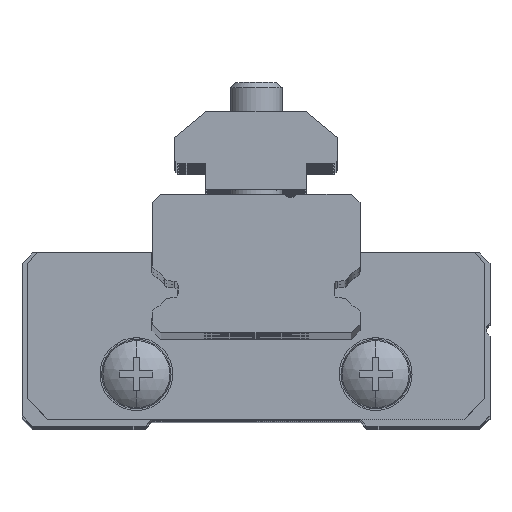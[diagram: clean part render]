
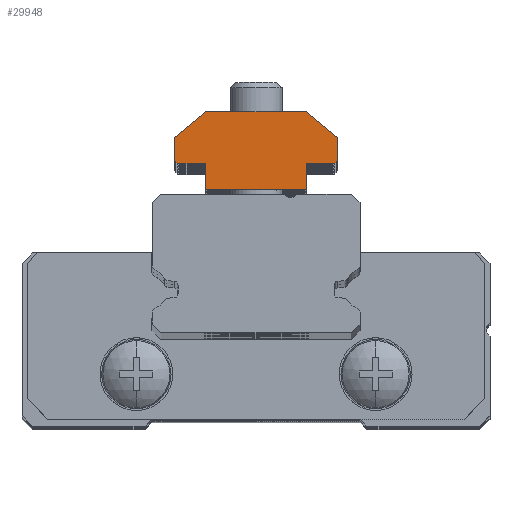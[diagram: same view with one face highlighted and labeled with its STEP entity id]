
A CAD part, top view. The second image highlights one B-rep face of the part: STEP entity #29948.
In plain terms, the highlighted face is planar.
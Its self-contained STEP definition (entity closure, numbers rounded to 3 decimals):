
#29784 = VERTEX_POINT('',#29785);
#29785 = CARTESIAN_POINT('',(4.7,0.45,-5.1));
#29791 = EDGE_CURVE('',#29784,#29792,#29794,.T.);
#29792 = VERTEX_POINT('',#29793);
#29793 = CARTESIAN_POINT('',(4.4,0.75,-5.1));
#29794 = CIRCLE('',#29795,0.3);
#29795 = AXIS2_PLACEMENT_3D('',#29796,#29797,#29798);
#29796 = CARTESIAN_POINT('',(4.4,0.45,-5.1));
#29797 = DIRECTION('',(0.,-0.,1.));
#29798 = DIRECTION('',(0.707,0.707,0.));
#29931 = VERTEX_POINT('',#29932);
#29932 = CARTESIAN_POINT('',(4.7,-0.75,-5.1));
#29938 = EDGE_CURVE('',#29784,#29931,#29939,.T.);
#29939 = LINE('',#29940,#29941);
#29940 = CARTESIAN_POINT('',(4.7,2.25,-5.1));
#29941 = VECTOR('',#29942,1.);
#29942 = DIRECTION('',(0.,-1.,0.));
#29948 = ADVANCED_FACE('',(#29949),#30050,.T.);
#29949 = FACE_BOUND('',#29950,.T.);
#29950 = EDGE_LOOP('',(#29951,#29952,#29953,#29961,#29969,#29977,#29985,
    #29994,#30002,#30010,#30019,#30027,#30036,#30044));
#29951 = ORIENTED_EDGE('',*,*,#29791,.F.);
#29952 = ORIENTED_EDGE('',*,*,#29938,.T.);
#29953 = ORIENTED_EDGE('',*,*,#29954,.T.);
#29954 = EDGE_CURVE('',#29931,#29955,#29957,.T.);
#29955 = VERTEX_POINT('',#29956);
#29956 = CARTESIAN_POINT('',(2.9,-2.25,-5.1));
#29957 = LINE('',#29958,#29959);
#29958 = CARTESIAN_POINT('',(2.598,-2.502,-5.1));
#29959 = VECTOR('',#29960,1.);
#29960 = DIRECTION('',(-0.768,-0.64,0.));
#29961 = ORIENTED_EDGE('',*,*,#29962,.T.);
#29962 = EDGE_CURVE('',#29955,#29963,#29965,.T.);
#29963 = VERTEX_POINT('',#29964);
#29964 = CARTESIAN_POINT('',(-2.9,-2.25,-5.1));
#29965 = LINE('',#29966,#29967);
#29966 = CARTESIAN_POINT('',(4.7,-2.25,-5.1));
#29967 = VECTOR('',#29968,1.);
#29968 = DIRECTION('',(-1.,0.,0.));
#29969 = ORIENTED_EDGE('',*,*,#29970,.T.);
#29970 = EDGE_CURVE('',#29963,#29971,#29973,.T.);
#29971 = VERTEX_POINT('',#29972);
#29972 = CARTESIAN_POINT('',(-4.7,-0.75,-5.1));
#29973 = LINE('',#29974,#29975);
#29974 = CARTESIAN_POINT('',(-3.498,-1.752,-5.1));
#29975 = VECTOR('',#29976,1.);
#29976 = DIRECTION('',(-0.768,0.64,0.));
#29977 = ORIENTED_EDGE('',*,*,#29978,.T.);
#29978 = EDGE_CURVE('',#29971,#29979,#29981,.T.);
#29979 = VERTEX_POINT('',#29980);
#29980 = CARTESIAN_POINT('',(-4.7,0.45,-5.1));
#29981 = LINE('',#29982,#29983);
#29982 = CARTESIAN_POINT('',(-4.7,-2.25,-5.1));
#29983 = VECTOR('',#29984,1.);
#29984 = DIRECTION('',(0.,1.,0.));
#29985 = ORIENTED_EDGE('',*,*,#29986,.F.);
#29986 = EDGE_CURVE('',#29987,#29979,#29989,.T.);
#29987 = VERTEX_POINT('',#29988);
#29988 = CARTESIAN_POINT('',(-4.4,0.75,-5.1));
#29989 = CIRCLE('',#29990,0.3);
#29990 = AXIS2_PLACEMENT_3D('',#29991,#29992,#29993);
#29991 = CARTESIAN_POINT('',(-4.4,0.45,-5.1));
#29992 = DIRECTION('',(0.,0.,1.));
#29993 = DIRECTION('',(-0.707,0.707,0.));
#29994 = ORIENTED_EDGE('',*,*,#29995,.T.);
#29995 = EDGE_CURVE('',#29987,#29996,#29998,.T.);
#29996 = VERTEX_POINT('',#29997);
#29997 = CARTESIAN_POINT('',(-2.9,0.75,-5.1));
#29998 = LINE('',#29999,#30000);
#29999 = CARTESIAN_POINT('',(-1.45,0.75,-5.1));
#30000 = VECTOR('',#30001,1.);
#30001 = DIRECTION('',(1.,0.,0.));
#30002 = ORIENTED_EDGE('',*,*,#30003,.T.);
#30003 = EDGE_CURVE('',#29996,#30004,#30006,.T.);
#30004 = VERTEX_POINT('',#30005);
#30005 = CARTESIAN_POINT('',(-2.9,2.15,-5.1));
#30006 = LINE('',#30007,#30008);
#30007 = CARTESIAN_POINT('',(-2.9,1.125,-5.1));
#30008 = VECTOR('',#30009,1.);
#30009 = DIRECTION('',(0.,1.,0.));
#30010 = ORIENTED_EDGE('',*,*,#30011,.F.);
#30011 = EDGE_CURVE('',#30012,#30004,#30014,.T.);
#30012 = VERTEX_POINT('',#30013);
#30013 = CARTESIAN_POINT('',(-2.8,2.25,-5.1));
#30014 = CIRCLE('',#30015,0.1);
#30015 = AXIS2_PLACEMENT_3D('',#30016,#30017,#30018);
#30016 = CARTESIAN_POINT('',(-2.8,2.15,-5.1));
#30017 = DIRECTION('',(0.,0.,1.));
#30018 = DIRECTION('',(-0.707,0.707,0.));
#30019 = ORIENTED_EDGE('',*,*,#30020,.T.);
#30020 = EDGE_CURVE('',#30012,#30021,#30023,.T.);
#30021 = VERTEX_POINT('',#30022);
#30022 = CARTESIAN_POINT('',(2.8,2.25,-5.1));
#30023 = LINE('',#30024,#30025);
#30024 = CARTESIAN_POINT('',(-4.7,2.25,-5.1));
#30025 = VECTOR('',#30026,1.);
#30026 = DIRECTION('',(1.,0.,0.));
#30027 = ORIENTED_EDGE('',*,*,#30028,.F.);
#30028 = EDGE_CURVE('',#30029,#30021,#30031,.T.);
#30029 = VERTEX_POINT('',#30030);
#30030 = CARTESIAN_POINT('',(2.9,2.15,-5.1));
#30031 = CIRCLE('',#30032,0.1);
#30032 = AXIS2_PLACEMENT_3D('',#30033,#30034,#30035);
#30033 = CARTESIAN_POINT('',(2.8,2.15,-5.1));
#30034 = DIRECTION('',(0.,-0.,1.));
#30035 = DIRECTION('',(0.707,0.707,0.));
#30036 = ORIENTED_EDGE('',*,*,#30037,.T.);
#30037 = EDGE_CURVE('',#30029,#30038,#30040,.T.);
#30038 = VERTEX_POINT('',#30039);
#30039 = CARTESIAN_POINT('',(2.9,0.75,-5.1));
#30040 = LINE('',#30041,#30042);
#30041 = CARTESIAN_POINT('',(2.9,0.375,-5.1));
#30042 = VECTOR('',#30043,1.);
#30043 = DIRECTION('',(0.,-1.,0.));
#30044 = ORIENTED_EDGE('',*,*,#30045,.T.);
#30045 = EDGE_CURVE('',#30038,#29792,#30046,.T.);
#30046 = LINE('',#30047,#30048);
#30047 = CARTESIAN_POINT('',(2.35,0.75,-5.1));
#30048 = VECTOR('',#30049,1.);
#30049 = DIRECTION('',(1.,0.,0.));
#30050 = PLANE('',#30051);
#30051 = AXIS2_PLACEMENT_3D('',#30052,#30053,#30054);
#30052 = CARTESIAN_POINT('',(0.,0.,-5.1));
#30053 = DIRECTION('',(0.,0.,-1.));
#30054 = DIRECTION('',(-1.,0.,0.));
